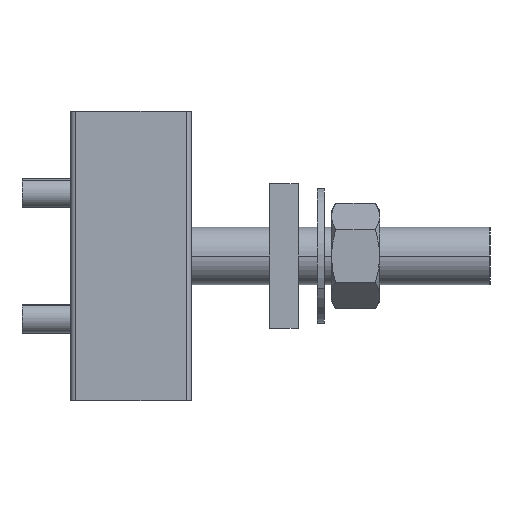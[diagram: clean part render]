
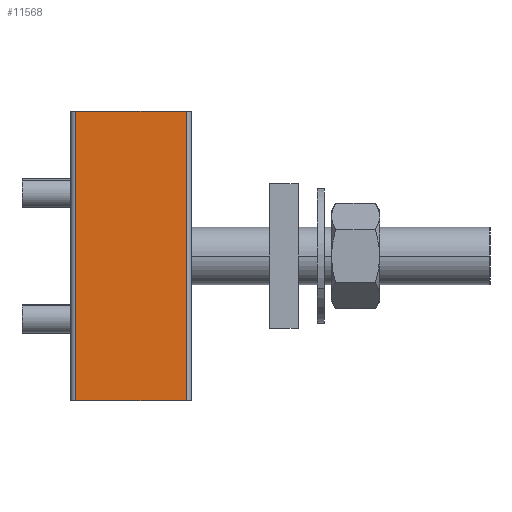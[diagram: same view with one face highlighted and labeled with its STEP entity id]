
A CAD part, left-side view. The second image highlights one B-rep face of the part: STEP entity #11568.
In plain terms, the highlighted planar face has unit normal (-1, 0, 0).
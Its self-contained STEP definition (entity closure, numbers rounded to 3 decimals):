
#11146=CARTESIAN_POINT('Vertex',(-258.,-14.,176.)) ;
#11149=CARTESIAN_POINT('Line Origine',(-258.,-2.5,176.)) ;
#11153=CARTESIAN_POINT('Vertex',(-258.,9.,176.)) ;
#11224=CARTESIAN_POINT('Vertex',(-258.,9.,236.)) ;
#11227=CARTESIAN_POINT('Line Origine',(-258.,9.,206.)) ;
#11545=CARTESIAN_POINT('Axis2P3D Location',(-258.,10.,176.)) ;
#11550=CARTESIAN_POINT('Line Origine',(-258.,-2.5,236.)) ;
#11554=CARTESIAN_POINT('Vertex',(-258.,-14.,236.)) ;
#11557=CARTESIAN_POINT('Line Origine',(-258.,-14.,206.)) ;
#11150=DIRECTION('Vector Direction',(0.,-1.,0.)) ;
#11228=DIRECTION('Vector Direction',(0.,0.,1.)) ;
#11546=DIRECTION('Axis2P3D Direction',(-1.,0.,0.)) ;
#11547=DIRECTION('Axis2P3D XDirection',(0.,-1.,0.)) ;
#11551=DIRECTION('Vector Direction',(0.,-1.,0.)) ;
#11558=DIRECTION('Vector Direction',(0.,0.,1.)) ;
#11548=AXIS2_PLACEMENT_3D('Plane Axis2P3D',#11545,#11546,#11547) ;
#11563=ORIENTED_EDGE('',*,*,#11556,.F.) ;
#11564=ORIENTED_EDGE('',*,*,#11231,.F.) ;
#11565=ORIENTED_EDGE('',*,*,#11155,.T.) ;
#11566=ORIENTED_EDGE('',*,*,#11561,.T.) ;
#11151=VECTOR('Line Direction',#11150,1.) ;
#11229=VECTOR('Line Direction',#11228,1.) ;
#11552=VECTOR('Line Direction',#11551,1.) ;
#11559=VECTOR('Line Direction',#11558,1.) ;
#11568=ADVANCED_FACE('Body.2',(#11567),#11549,.T.) ;
#11155=EDGE_CURVE('',#11154,#11147,#11152,.T.) ;
#11231=EDGE_CURVE('',#11154,#11225,#11230,.T.) ;
#11556=EDGE_CURVE('',#11225,#11555,#11553,.T.) ;
#11561=EDGE_CURVE('',#11147,#11555,#11560,.T.) ;
#11562=EDGE_LOOP('',(#11563,#11564,#11565,#11566)) ;
#11567=FACE_OUTER_BOUND('',#11562,.T.) ;
#11152=LINE('Line',#11149,#11151) ;
#11230=LINE('Line',#11227,#11229) ;
#11553=LINE('Line',#11550,#11552) ;
#11560=LINE('Line',#11557,#11559) ;
#11549=PLANE('',#11548) ;
#11147=VERTEX_POINT('',#11146) ;
#11154=VERTEX_POINT('',#11153) ;
#11225=VERTEX_POINT('',#11224) ;
#11555=VERTEX_POINT('',#11554) ;
